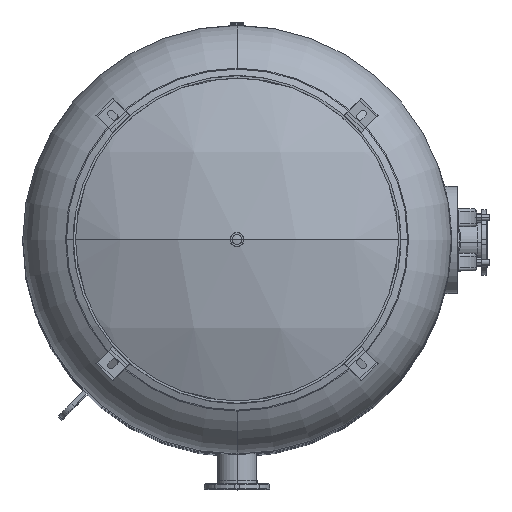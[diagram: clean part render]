
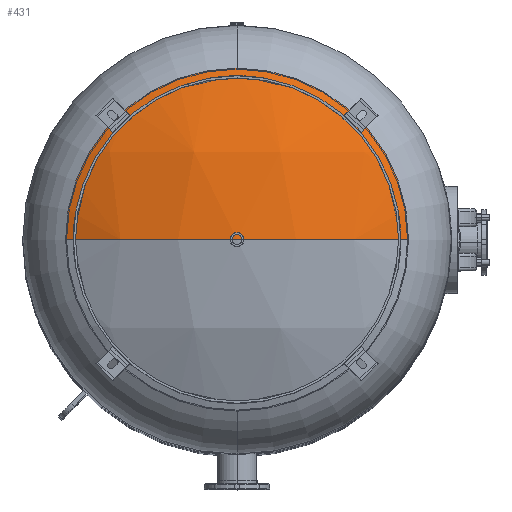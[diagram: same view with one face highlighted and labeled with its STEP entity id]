
A CAD part, top view. The second image highlights one B-rep face of the part: STEP entity #431.
In plain terms, the highlighted spherical face has radius 1645.92 mm.
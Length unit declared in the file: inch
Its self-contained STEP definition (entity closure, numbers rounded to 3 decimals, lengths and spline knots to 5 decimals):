
#235 = VERTEX_POINT ( 'NONE', #5161 ) ;
#362 = CARTESIAN_POINT ( 'NONE',  ( 0., 0., 87.7 ) ) ;
#431 = ADVANCED_FACE ( 'NONE', ( #5646 ), #23538, .T. ) ;
#671 = DIRECTION ( 'NONE',  ( 1., 0., 0. ) ) ;
#756 = DIRECTION ( 'NONE',  ( 0., 0., -1. ) ) ;
#2115 = CIRCLE ( 'NONE', #5699, 64.8 ) ;
#2528 = CARTESIAN_POINT ( 'NONE',  ( 0., 0., 87.7 ) ) ;
#3668 = CARTESIAN_POINT ( 'NONE',  ( 0., 0., 87.7 ) ) ;
#4240 = CARTESIAN_POINT ( 'NONE',  ( 0., 0., 152.5 ) ) ;
#5161 = CARTESIAN_POINT ( 'NONE',  ( -28.8, 0., 145.74826 ) ) ;
#5295 = ORIENTED_EDGE ( 'NONE', *, *, #23492, .T. ) ;
#5646 = FACE_OUTER_BOUND ( 'NONE', #8108, .T. ) ;
#5699 = AXIS2_PLACEMENT_3D ( 'NONE', #3668, #21182, #21066 ) ;
#6591 = DIRECTION ( 'NONE',  ( 0., 0., 1. ) ) ;
#7332 = CIRCLE ( 'NONE', #17250, 28.8 ) ;
#7471 = ORIENTED_EDGE ( 'NONE', *, *, #16657, .F. ) ;
#8108 = EDGE_LOOP ( 'NONE', ( #16988, #5295, #7471, #13755 ) ) ;
#8302 = CARTESIAN_POINT ( 'NONE',  ( 28.8, 0., 145.74826 ) ) ;
#8805 = DIRECTION ( 'NONE',  ( 0., 0., -1. ) ) ;
#9360 = EDGE_CURVE ( 'NONE', #16694, #235, #2115, .T. ) ;
#13219 = CARTESIAN_POINT ( 'NONE',  ( 0., 28.8, 145.74826 ) ) ;
#13755 = ORIENTED_EDGE ( 'NONE', *, *, #14551, .F. ) ;
#14030 = DIRECTION ( 'NONE',  ( 0., 1., 0. ) ) ;
#14551 = EDGE_CURVE ( 'NONE', #235, #16349, #23149, .T. ) ;
#16349 = VERTEX_POINT ( 'NONE', #13219 ) ;
#16657 = EDGE_CURVE ( 'NONE', #16349, #17961, #7332, .T. ) ;
#16694 = VERTEX_POINT ( 'NONE', #4240 ) ;
#16988 = ORIENTED_EDGE ( 'NONE', *, *, #9360, .F. ) ;
#17250 = AXIS2_PLACEMENT_3D ( 'NONE', #17783, #756, #21261 ) ;
#17783 = CARTESIAN_POINT ( 'NONE',  ( 0., 0., 145.74826 ) ) ;
#17961 = VERTEX_POINT ( 'NONE', #8302 ) ;
#19729 = CIRCLE ( 'NONE', #24109, 64.8 ) ;
#21066 = DIRECTION ( 'NONE',  ( 1., 0., 0. ) ) ;
#21182 = DIRECTION ( 'NONE',  ( 0., -1., 0. ) ) ;
#21261 = DIRECTION ( 'NONE',  ( 0., 1., 0. ) ) ;
#21615 = CARTESIAN_POINT ( 'NONE',  ( 0., 0., 145.74826 ) ) ;
#22776 = AXIS2_PLACEMENT_3D ( 'NONE', #21615, #8805, #23980 ) ;
#23149 = CIRCLE ( 'NONE', #22776, 28.8 ) ;
#23306 = DIRECTION ( 'NONE',  ( 0., -1., 0. ) ) ;
#23492 = EDGE_CURVE ( 'NONE', #16694, #17961, #19729, .T. ) ;
#23538 = SPHERICAL_SURFACE ( 'NONE', #24084, 64.8 ) ;
#23980 = DIRECTION ( 'NONE',  ( 0., 1., 0. ) ) ;
#24084 = AXIS2_PLACEMENT_3D ( 'NONE', #2528, #23306, #671 ) ;
#24109 = AXIS2_PLACEMENT_3D ( 'NONE', #362, #14030, #6591 ) ;
